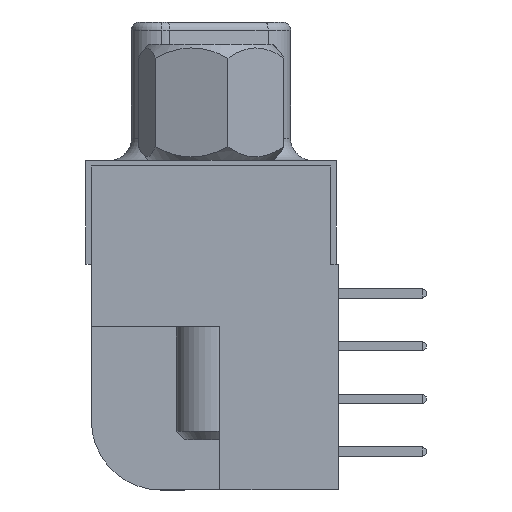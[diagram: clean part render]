
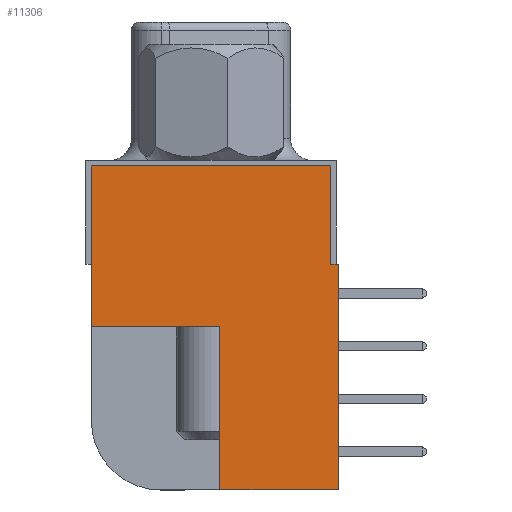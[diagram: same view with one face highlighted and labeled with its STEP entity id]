
A CAD part, left-side view. The second image highlights one B-rep face of the part: STEP entity #11306.
In plain terms, the highlighted planar face has unit normal (-1, 0, 0).
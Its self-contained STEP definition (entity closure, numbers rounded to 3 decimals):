
#84 = EDGE_CURVE ( 'NONE', #6357, #38197, #50425, .T. ) ;
#907 = DIRECTION ( 'NONE',  ( 0., 0., -1. ) ) ;
#3018 = LINE ( 'NONE', #86837, #104578 ) ;
#3750 = CARTESIAN_POINT ( 'NONE',  ( -43.2, -0.32, -8.15 ) ) ;
#3759 = EDGE_CURVE ( 'NONE', #87703, #79825, #107745, .T. ) ;
#3872 = VECTOR ( 'NONE', #907, 1000. ) ;
#4637 = ORIENTED_EDGE ( 'NONE', *, *, #33430, .T. ) ;
#5025 = VECTOR ( 'NONE', #84857, 1000. ) ;
#5153 = DIRECTION ( 'NONE',  ( 0., -1., 0. ) ) ;
#5313 = ORIENTED_EDGE ( 'NONE', *, *, #68107, .T. ) ;
#5884 = VECTOR ( 'NONE', #11385, 1000. ) ;
#6357 = VERTEX_POINT ( 'NONE', #50260 ) ;
#6693 = LINE ( 'NONE', #73526, #103834 ) ;
#6956 = VERTEX_POINT ( 'NONE', #60343 ) ;
#9540 = DIRECTION ( 'NONE',  ( 0., 0., 1. ) ) ;
#9972 = CARTESIAN_POINT ( 'NONE',  ( -43.2, -4.6, -8.15 ) ) ;
#11278 = EDGE_LOOP ( 'NONE', ( #13431, #63121, #38147, #36491, #19147, #26743, #27556, #4637, #5313, #70417 ) ) ;
#11306 = ADVANCED_FACE ( 'NONE', ( #11714 ), #45115, .T. ) ;
#11385 = DIRECTION ( 'NONE',  ( 0., 0., 1. ) ) ;
#11714 = FACE_OUTER_BOUND ( 'NONE', #11278, .T. ) ;
#13054 = EDGE_CURVE ( 'NONE', #38197, #38199, #55901, .T. ) ;
#13395 = DIRECTION ( 'NONE',  ( 0., 1., 0. ) ) ;
#13431 = ORIENTED_EDGE ( 'NONE', *, *, #17609, .F. ) ;
#14475 = LINE ( 'NONE', #22700, #71278 ) ;
#17609 = EDGE_CURVE ( 'NONE', #59688, #80610, #19501, .T. ) ;
#19147 = ORIENTED_EDGE ( 'NONE', *, *, #84, .T. ) ;
#19501 = LINE ( 'NONE', #76500, #3872 ) ;
#19593 = CARTESIAN_POINT ( 'NONE',  ( -43.2, -4.6, 0. ) ) ;
#19795 = EDGE_CURVE ( 'NONE', #79825, #59688, #3018, .T. ) ;
#22700 = CARTESIAN_POINT ( 'NONE',  ( -43.2, 0., 0. ) ) ;
#25045 = CARTESIAN_POINT ( 'NONE',  ( -43.2, -4.32, 3.55 ) ) ;
#26580 = LINE ( 'NONE', #76431, #33003 ) ;
#26743 = ORIENTED_EDGE ( 'NONE', *, *, #13054, .T. ) ;
#26818 = VECTOR ( 'NONE', #88232, 1000. ) ;
#27556 = ORIENTED_EDGE ( 'NONE', *, *, #48726, .T. ) ;
#30827 = DIRECTION ( 'NONE',  ( 0., -1., 0. ) ) ;
#32715 = CARTESIAN_POINT ( 'NONE',  ( -43.2, 4.32, 0. ) ) ;
#33003 = VECTOR ( 'NONE', #102173, 1000. ) ;
#33430 = EDGE_CURVE ( 'NONE', #44660, #6956, #64355, .T. ) ;
#35000 = LINE ( 'NONE', #51420, #5025 ) ;
#36491 = ORIENTED_EDGE ( 'NONE', *, *, #54823, .F. ) ;
#38147 = ORIENTED_EDGE ( 'NONE', *, *, #3759, .F. ) ;
#38197 = VERTEX_POINT ( 'NONE', #102968 ) ;
#38199 = VERTEX_POINT ( 'NONE', #3750 ) ;
#44660 = VERTEX_POINT ( 'NONE', #9972 ) ;
#45115 = PLANE ( 'NONE',  #92066 ) ;
#46062 = CARTESIAN_POINT ( 'NONE',  ( -43.2, -0.32, 0. ) ) ;
#48726 = EDGE_CURVE ( 'NONE', #38199, #44660, #6693, .T. ) ;
#49802 = CARTESIAN_POINT ( 'NONE',  ( -43.2, 4.32, 3.55 ) ) ;
#50260 = CARTESIAN_POINT ( 'NONE',  ( -43.2, 4.32, -2.25 ) ) ;
#50425 = LINE ( 'NONE', #102985, #80245 ) ;
#51420 = CARTESIAN_POINT ( 'NONE',  ( -43.2, -4.32, 0. ) ) ;
#53508 = CARTESIAN_POINT ( 'NONE',  ( -43.2, -4.32, 0. ) ) ;
#54823 = EDGE_CURVE ( 'NONE', #6357, #87703, #26580, .T. ) ;
#55901 = LINE ( 'NONE', #46062, #26818 ) ;
#57881 = DIRECTION ( 'NONE',  ( 0., 0., 1. ) ) ;
#59688 = VERTEX_POINT ( 'NONE', #25045 ) ;
#60343 = CARTESIAN_POINT ( 'NONE',  ( -43.2, -4.6, 0. ) ) ;
#61009 = CARTESIAN_POINT ( 'NONE',  ( -43.2, 0., 0. ) ) ;
#63121 = ORIENTED_EDGE ( 'NONE', *, *, #19795, .F. ) ;
#64355 = LINE ( 'NONE', #19593, #5884 ) ;
#67683 = CARTESIAN_POINT ( 'NONE',  ( -43.2, 4.32, 0. ) ) ;
#68107 = EDGE_CURVE ( 'NONE', #6956, #93058, #14475, .T. ) ;
#69517 = EDGE_CURVE ( 'NONE', #80610, #93058, #35000, .T. ) ;
#70417 = ORIENTED_EDGE ( 'NONE', *, *, #69517, .F. ) ;
#71278 = VECTOR ( 'NONE', #13395, 1000. ) ;
#73526 = CARTESIAN_POINT ( 'NONE',  ( -43.2, 0., -8.15 ) ) ;
#76431 = CARTESIAN_POINT ( 'NONE',  ( -43.2, 4.32, 0. ) ) ;
#76500 = CARTESIAN_POINT ( 'NONE',  ( -43.2, -4.32, 0. ) ) ;
#79825 = VERTEX_POINT ( 'NONE', #49802 ) ;
#80245 = VECTOR ( 'NONE', #85458, 1000. ) ;
#80610 = VERTEX_POINT ( 'NONE', #53508 ) ;
#84857 = DIRECTION ( 'NONE',  ( 0., 0., -1. ) ) ;
#85458 = DIRECTION ( 'NONE',  ( 0., -1., 0. ) ) ;
#86837 = CARTESIAN_POINT ( 'NONE',  ( -43.2, 0., 3.55 ) ) ;
#87703 = VERTEX_POINT ( 'NONE', #67683 ) ;
#88232 = DIRECTION ( 'NONE',  ( 0., 0., -1. ) ) ;
#91613 = CARTESIAN_POINT ( 'NONE',  ( -43.2, -4.32, 0. ) ) ;
#92066 = AXIS2_PLACEMENT_3D ( 'NONE', #61009, #93903, #9540 ) ;
#93058 = VERTEX_POINT ( 'NONE', #91613 ) ;
#93903 = DIRECTION ( 'NONE',  ( -1., 0., 0. ) ) ;
#102173 = DIRECTION ( 'NONE',  ( 0., 0., 1. ) ) ;
#102968 = CARTESIAN_POINT ( 'NONE',  ( -43.2, -0.32, -2.25 ) ) ;
#102985 = CARTESIAN_POINT ( 'NONE',  ( -43.2, 0., -2.25 ) ) ;
#103834 = VECTOR ( 'NONE', #30827, 1000. ) ;
#104159 = VECTOR ( 'NONE', #57881, 1000. ) ;
#104578 = VECTOR ( 'NONE', #5153, 1000. ) ;
#107745 = LINE ( 'NONE', #32715, #104159 ) ;
